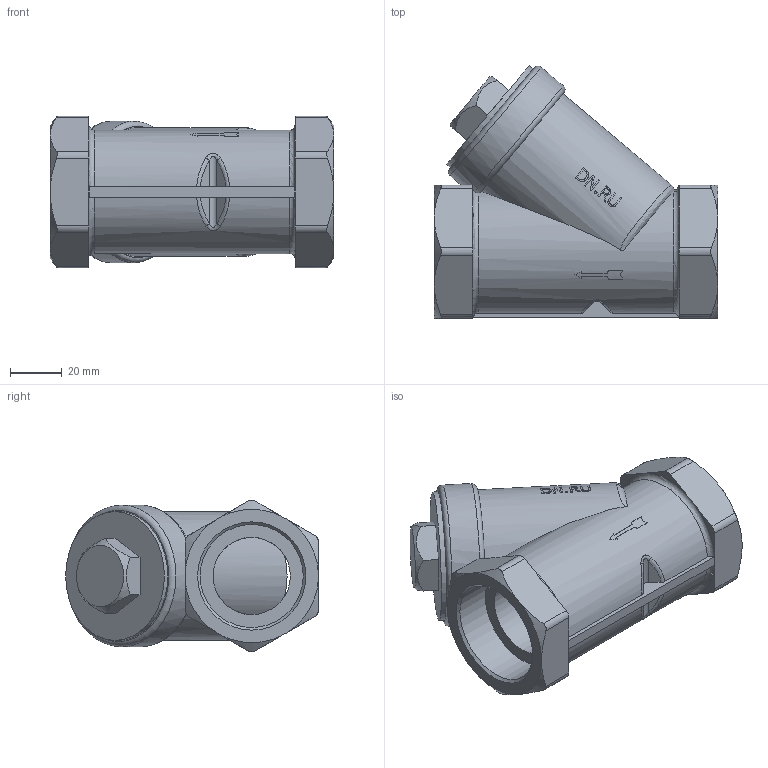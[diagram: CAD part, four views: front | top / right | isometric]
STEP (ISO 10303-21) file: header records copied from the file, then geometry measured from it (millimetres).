
FILE_DESCRIPTION(/* description */ (''),/* implementation_level */ '2;1');
FILE_NAME(/* name */ 'DN40_3D_STEP.stp',/* time_stamp */ '2024-04-14T23:30:50+03:00',/* author */ ('igorr'),/* organization */ (''),/* preprocessor_version */ 'ST-DEVELOPER v19.2',/* originating_system */ 'Autodesk Inventor 2023',/* authorisation */ '');
FILE_SCHEMA (('AUTOMOTIVE_DESIGN { 1 0 10303 214 3 1 1 }'));
Length unit declared in the file: millimetre
Products named in the file (1): Деталь
Bounding box: 110 x 98.04 x 58.77 mm (x, y, z)
Volume: 249347.9 mm3; surface area: 41073.8 mm2
Topology: 1 solids, 1 shells, 175 faces, 482 edges, 321 vertices
Faces by surface type: plane 95, cylinder 31, bspline 30, cone 15, torus 4
Full cylindrical faces by diameter (mm): 30 x1, 40 x2, 50 x1, 55 x1
Entity records: 7083 total; most frequent: CARTESIAN_POINT 2586, ORIENTED_EDGE 964, DIRECTION 817, EDGE_CURVE 482, VERTEX_POINT 321, AXIS2_PLACEMENT_3D 321, EDGE_LOOP 189, STYLED_ITEM 176
